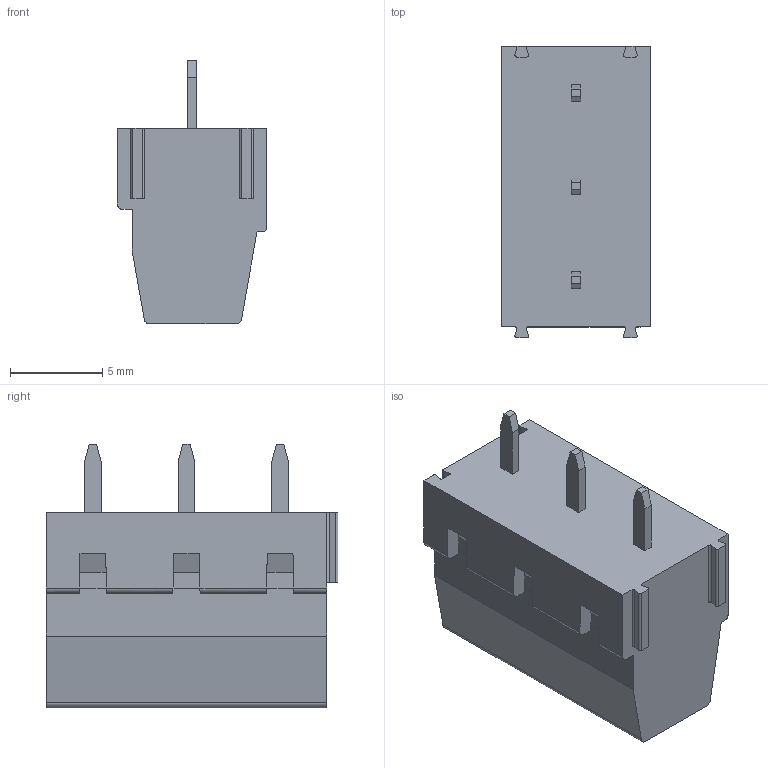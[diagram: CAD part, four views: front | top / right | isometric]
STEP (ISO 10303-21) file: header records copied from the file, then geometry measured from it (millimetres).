
FILE_DESCRIPTION( ( 'STEP AP203' ), '1' );
FILE_NAME( 'MV153-5,08-V.stp', ' ', ( ' ' ), ( ' ' ), 'PSStep 15.0.49', 'VISI 20.0', ' ' );
FILE_SCHEMA( ( 'AUTOMOTIVE_DESIGN { 1 0 10303 214 1 1 1 1 }' ) );
Length unit declared in the file: millimetre
Products named in the file (1): 1
Bounding box: 8.1 x 15.84 x 14.31 mm (x, y, z)
Volume: 954.1 mm3; surface area: 1000.8 mm2
Topology: 1 solids, 1 shells, 158 faces, 443 edges, 296 vertices
Faces by surface type: plane 132, cylinder 26
Full cylindrical faces by diameter (mm): 3.8 x3
Entity records: 6289 total; most frequent: CARTESIAN_POINT 913, ORIENTED_EDGE 874, DIRECTION 804, EDGE_CURVE 437, LINE 376, VECTOR 376, VERTEX_POINT 293, AXIS2_PLACEMENT_3D 214
